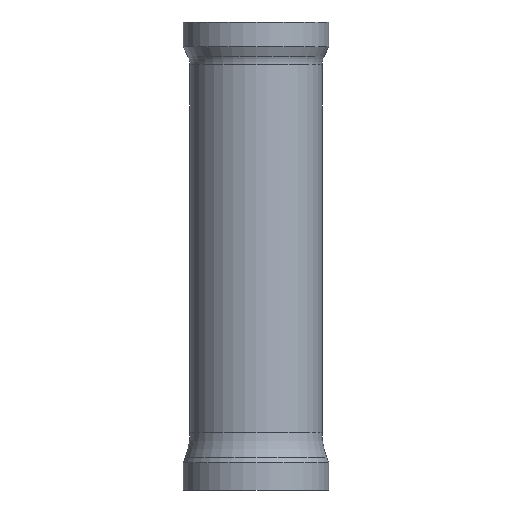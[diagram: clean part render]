
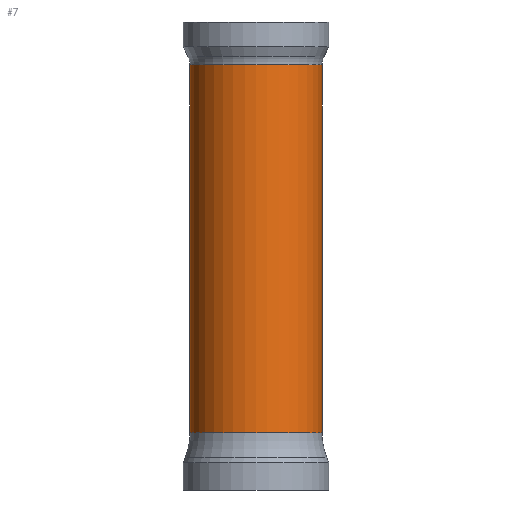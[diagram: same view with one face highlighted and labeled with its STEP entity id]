
A CAD part, front view. The second image highlights one B-rep face of the part: STEP entity #7.
In plain terms, the highlighted cylindrical face has radius 25.4 mm (diameter 50.8 mm), a partial arc.
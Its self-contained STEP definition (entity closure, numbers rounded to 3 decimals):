
#7 = ADVANCED_FACE ( 'NONE', ( #117 ), #657, .T. ) ;
#50 = CARTESIAN_POINT ( 'NONE',  ( -25.4, 0., -158. ) ) ;
#71 = CIRCLE ( 'NONE', #338, 25.4 ) ;
#82 = LINE ( 'NONE', #468, #387 ) ;
#85 = DIRECTION ( 'NONE',  ( 0., 0., 1. ) ) ;
#102 = DIRECTION ( 'NONE',  ( 0., 0., 1. ) ) ;
#117 = FACE_OUTER_BOUND ( 'NONE', #459, .T. ) ;
#152 = ORIENTED_EDGE ( 'NONE', *, *, #334, .T. ) ;
#157 = CIRCLE ( 'NONE', #353, 25.4 ) ;
#171 = DIRECTION ( 'NONE',  ( 1., 0., 0. ) ) ;
#189 = VERTEX_POINT ( 'NONE', #617 ) ;
#238 = VERTEX_POINT ( 'NONE', #285 ) ;
#285 = CARTESIAN_POINT ( 'NONE',  ( -25.4, 0., -16.5 ) ) ;
#305 = CARTESIAN_POINT ( 'NONE',  ( 25.4, 0., 0. ) ) ;
#317 = ORIENTED_EDGE ( 'NONE', *, *, #559, .F. ) ;
#318 = CARTESIAN_POINT ( 'NONE',  ( 0., 0., -16.5 ) ) ;
#334 = EDGE_CURVE ( 'NONE', #523, #189, #422, .T. ) ;
#338 = AXIS2_PLACEMENT_3D ( 'NONE', #475, #102, #655 ) ;
#353 = AXIS2_PLACEMENT_3D ( 'NONE', #318, #588, #373 ) ;
#365 = VERTEX_POINT ( 'NONE', #50 ) ;
#373 = DIRECTION ( 'NONE',  ( 1., 0., 0. ) ) ;
#387 = VECTOR ( 'NONE', #85, 1000. ) ;
#422 = LINE ( 'NONE', #305, #695 ) ;
#459 = EDGE_LOOP ( 'NONE', ( #317, #541, #152, #585 ) ) ;
#468 = CARTESIAN_POINT ( 'NONE',  ( -25.4, 0., 0. ) ) ;
#470 = AXIS2_PLACEMENT_3D ( 'NONE', #600, #542, #171 ) ;
#475 = CARTESIAN_POINT ( 'NONE',  ( 0., 0., -158. ) ) ;
#523 = VERTEX_POINT ( 'NONE', #694 ) ;
#541 = ORIENTED_EDGE ( 'NONE', *, *, #698, .T. ) ;
#542 = DIRECTION ( 'NONE',  ( 0., 0., 1. ) ) ;
#559 = EDGE_CURVE ( 'NONE', #365, #238, #82, .T. ) ;
#585 = ORIENTED_EDGE ( 'NONE', *, *, #691, .F. ) ;
#588 = DIRECTION ( 'NONE',  ( 0., 0., 1. ) ) ;
#600 = CARTESIAN_POINT ( 'NONE',  ( 0., 0., 0. ) ) ;
#617 = CARTESIAN_POINT ( 'NONE',  ( 25.4, 0., -16.5 ) ) ;
#655 = DIRECTION ( 'NONE',  ( 1., 0., 0. ) ) ;
#657 = CYLINDRICAL_SURFACE ( 'NONE', #470, 25.4 ) ;
#691 = EDGE_CURVE ( 'NONE', #238, #189, #157, .T. ) ;
#694 = CARTESIAN_POINT ( 'NONE',  ( 25.4, 0., -158. ) ) ;
#695 = VECTOR ( 'NONE', #696, 1000. ) ;
#696 = DIRECTION ( 'NONE',  ( 0., 0., 1. ) ) ;
#698 = EDGE_CURVE ( 'NONE', #365, #523, #71, .T. ) ;
